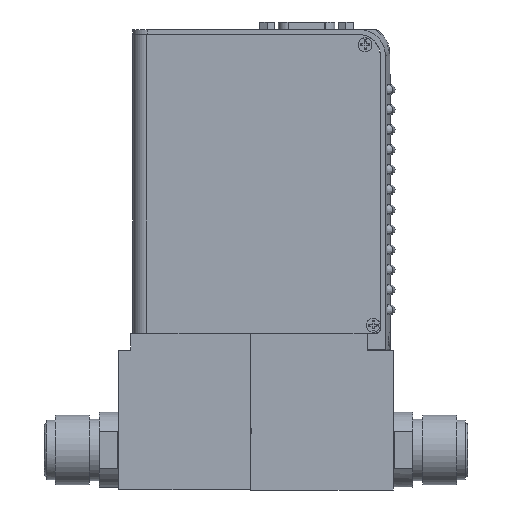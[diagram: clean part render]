
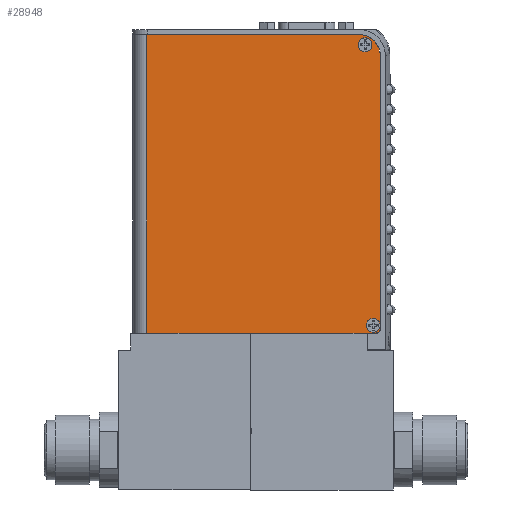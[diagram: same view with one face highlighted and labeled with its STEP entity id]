
A CAD part, left-side view. The second image highlights one B-rep face of the part: STEP entity #28948.
In plain terms, the highlighted planar face has unit normal (-1, 0, 0).
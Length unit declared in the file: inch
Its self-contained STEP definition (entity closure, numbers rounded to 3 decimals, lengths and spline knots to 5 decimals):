
#1424 = DIRECTION ( 'NONE',  ( 0., 0., -1. ) ) ;
#2388 = VECTOR ( 'NONE', #28873, 39.37008 ) ;
#3177 = VECTOR ( 'NONE', #38349, 39.37008 ) ;
#3302 = CARTESIAN_POINT ( 'NONE',  ( 0.18, 0.05059, 2.141 ) ) ;
#3329 = LINE ( 'NONE', #37700, #2388 ) ;
#4229 = EDGE_LOOP ( 'NONE', ( #19929, #27727 ) ) ;
#4241 = CARTESIAN_POINT ( 'NONE',  ( 0.18, 0.02559, 1.957 ) ) ;
#4263 = CIRCLE ( 'NONE', #36267, 0.086 ) ;
#4461 = EDGE_LOOP ( 'NONE', ( #14780, #9050 ) ) ;
#4665 = VERTEX_POINT ( 'NONE', #3302 ) ;
#5189 = VECTOR ( 'NONE', #1424, 39.37008 ) ;
#6293 = CARTESIAN_POINT ( 'NONE',  ( 0.18, 0.02559, 2.02 ) ) ;
#6516 = VERTEX_POINT ( 'NONE', #34901 ) ;
#6651 = DIRECTION ( 'NONE',  ( -1., 0., 0. ) ) ;
#6924 = AXIS2_PLACEMENT_3D ( 'NONE', #6293, #27106, #9307 ) ;
#7669 = ORIENTED_EDGE ( 'NONE', *, *, #13854, .T. ) ;
#9050 = ORIENTED_EDGE ( 'NONE', *, *, #34293, .F. ) ;
#9075 = EDGE_CURVE ( 'NONE', #19933, #9791, #21161, .T. ) ;
#9307 = DIRECTION ( 'NONE',  ( 0., 1., 0. ) ) ;
#9597 = AXIS2_PLACEMENT_3D ( 'NONE', #24471, #6651, #27442 ) ;
#9791 = VERTEX_POINT ( 'NONE', #14263 ) ;
#10270 = EDGE_CURVE ( 'NONE', #34613, #11970, #27612, .T. ) ;
#10284 = AXIS2_PLACEMENT_3D ( 'NONE', #29506, #11696, #32484 ) ;
#11696 = DIRECTION ( 'NONE',  ( -1., 0., 0. ) ) ;
#11970 = VERTEX_POINT ( 'NONE', #36025 ) ;
#12161 = CARTESIAN_POINT ( 'NONE',  ( 0.18, 0.15259, 5.473 ) ) ;
#12183 = DIRECTION ( 'NONE',  ( -1., 0., 0. ) ) ;
#12370 = CARTESIAN_POINT ( 'NONE',  ( 0.18, -0.03741, 5.688 ) ) ;
#12458 = EDGE_CURVE ( 'NONE', #34613, #15326, #12610, .T. ) ;
#12610 = CIRCLE ( 'NONE', #10284, 0.27 ) ;
#12925 = AXIS2_PLACEMENT_3D ( 'NONE', #29991, #12183, #32951 ) ;
#12999 = FACE_BOUND ( 'NONE', #4461, .T. ) ;
#13854 = EDGE_CURVE ( 'NONE', #27024, #6516, #27046, .T. ) ;
#14247 = EDGE_LOOP ( 'NONE', ( #25779, #16923, #33949, #24127, #34044, #7669 ) ) ;
#14263 = CARTESIAN_POINT ( 'NONE',  ( 0.18, 0.15259, 5.645 ) ) ;
#14559 = CARTESIAN_POINT ( 'NONE',  ( 0.18, 2.88159, 1.957 ) ) ;
#14593 = AXIS2_PLACEMENT_3D ( 'NONE', #23115, #38025, #20236 ) ;
#14780 = ORIENTED_EDGE ( 'NONE', *, *, #16361, .F. ) ;
#15326 = VERTEX_POINT ( 'NONE', #31552 ) ;
#15674 = VERTEX_POINT ( 'NONE', #25302 ) ;
#16142 = CARTESIAN_POINT ( 'NONE',  ( 0.18, 0.15259, 5.559 ) ) ;
#16326 = CIRCLE ( 'NONE', #12925, 0.086 ) ;
#16361 = EDGE_CURVE ( 'NONE', #4665, #15674, #26278, .T. ) ;
#16923 = ORIENTED_EDGE ( 'NONE', *, *, #20381, .T. ) ;
#17001 = DIRECTION ( 'NONE',  ( -1., 0., 0. ) ) ;
#17236 = PLANE ( 'NONE',  #14593 ) ;
#17401 = VERTEX_POINT ( 'NONE', #4241 ) ;
#19056 = CIRCLE ( 'NONE', #6924, 0.063 ) ;
#19140 = DIRECTION ( 'NONE',  ( 0., 0., 1. ) ) ;
#19717 = EDGE_CURVE ( 'NONE', #9791, #19933, #4263, .T. ) ;
#19720 = VECTOR ( 'NONE', #21354, 39.37008 ) ;
#19727 = CARTESIAN_POINT ( 'NONE',  ( 0.18, -0.03741, 5.418 ) ) ;
#19929 = ORIENTED_EDGE ( 'NONE', *, *, #19717, .F. ) ;
#19933 = VERTEX_POINT ( 'NONE', #12161 ) ;
#20236 = DIRECTION ( 'NONE',  ( 0., 1., 0. ) ) ;
#20381 = EDGE_CURVE ( 'NONE', #17401, #11970, #19056, .T. ) ;
#21161 = CIRCLE ( 'NONE', #32846, 0.086 ) ;
#21354 = DIRECTION ( 'NONE',  ( 0., 0., -1. ) ) ;
#21858 = FACE_BOUND ( 'NONE', #4229, .T. ) ;
#22219 = CARTESIAN_POINT ( 'NONE',  ( 0.18, 2.88159, 5.688 ) ) ;
#23115 = CARTESIAN_POINT ( 'NONE',  ( 0.18, 2.88159, 5.688 ) ) ;
#24127 = ORIENTED_EDGE ( 'NONE', *, *, #12458, .T. ) ;
#24471 = CARTESIAN_POINT ( 'NONE',  ( 0.18, 0.05059, 2.055 ) ) ;
#25302 = CARTESIAN_POINT ( 'NONE',  ( 0.18, 0.05059, 1.969 ) ) ;
#25369 = CARTESIAN_POINT ( 'NONE',  ( 0.18, 2.88159, 5.688 ) ) ;
#25779 = ORIENTED_EDGE ( 'NONE', *, *, #37004, .T. ) ;
#26278 = CIRCLE ( 'NONE', #9597, 0.086 ) ;
#27024 = VERTEX_POINT ( 'NONE', #25369 ) ;
#27046 = LINE ( 'NONE', #22219, #5189 ) ;
#27106 = DIRECTION ( 'NONE',  ( -1., 0., 0. ) ) ;
#27442 = DIRECTION ( 'NONE',  ( 0., 0., 1. ) ) ;
#27612 = LINE ( 'NONE', #12370, #19720 ) ;
#27727 = ORIENTED_EDGE ( 'NONE', *, *, #9075, .F. ) ;
#28873 = DIRECTION ( 'NONE',  ( 0., -1., 0. ) ) ;
#28948 = ADVANCED_FACE ( 'NONE', ( #12999, #21858, #36726 ), #17236, .F. ) ;
#29506 = CARTESIAN_POINT ( 'NONE',  ( 0.18, 0.23259, 5.418 ) ) ;
#29991 = CARTESIAN_POINT ( 'NONE',  ( 0.18, 0.05059, 2.055 ) ) ;
#31552 = CARTESIAN_POINT ( 'NONE',  ( 0.18, 0.23259, 5.688 ) ) ;
#32484 = DIRECTION ( 'NONE',  ( 0., 1., 0. ) ) ;
#32846 = AXIS2_PLACEMENT_3D ( 'NONE', #16142, #36936, #19140 ) ;
#32951 = DIRECTION ( 'NONE',  ( 0., 0., 1. ) ) ;
#33949 = ORIENTED_EDGE ( 'NONE', *, *, #10270, .F. ) ;
#34044 = ORIENTED_EDGE ( 'NONE', *, *, #34177, .F. ) ;
#34177 = EDGE_CURVE ( 'NONE', #27024, #15326, #3329, .T. ) ;
#34293 = EDGE_CURVE ( 'NONE', #15674, #4665, #16326, .T. ) ;
#34613 = VERTEX_POINT ( 'NONE', #19727 ) ;
#34730 = LINE ( 'NONE', #14559, #3177 ) ;
#34752 = CARTESIAN_POINT ( 'NONE',  ( 0.18, 0.15259, 5.559 ) ) ;
#34901 = CARTESIAN_POINT ( 'NONE',  ( 0.18, 2.88159, 1.957 ) ) ;
#36025 = CARTESIAN_POINT ( 'NONE',  ( 0.18, -0.03741, 2.02 ) ) ;
#36267 = AXIS2_PLACEMENT_3D ( 'NONE', #34752, #17001, #37803 ) ;
#36726 = FACE_OUTER_BOUND ( 'NONE', #14247, .T. ) ;
#36936 = DIRECTION ( 'NONE',  ( -1., 0., 0. ) ) ;
#37004 = EDGE_CURVE ( 'NONE', #6516, #17401, #34730, .T. ) ;
#37700 = CARTESIAN_POINT ( 'NONE',  ( 0.18, 2.88159, 5.688 ) ) ;
#37803 = DIRECTION ( 'NONE',  ( 0., 0., 1. ) ) ;
#38025 = DIRECTION ( 'NONE',  ( 1., 0., 0. ) ) ;
#38349 = DIRECTION ( 'NONE',  ( 0., -1., 0. ) ) ;
